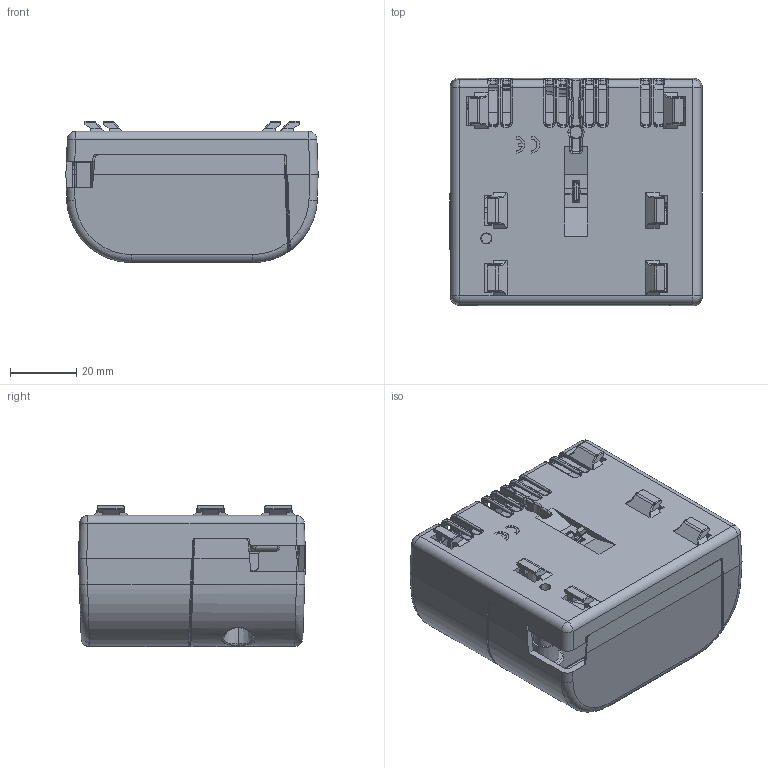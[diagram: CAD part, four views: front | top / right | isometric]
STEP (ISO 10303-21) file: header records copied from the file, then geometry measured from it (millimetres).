
FILE_DESCRIPTION((''),'2;1');
FILE_NAME('GTM-43001130505_ASM','2022-09-06T16:11:18',('jirenqiang'),(''),'CREO PARAMETRIC BY PTC INC, 2018050','CREO PARAMETRIC BY PTC INC, 2018050','');
FILE_SCHEMA(('CONFIG_CONTROL_DESIGN'));
Products named in the file (5): TOP; COVER; POUSSOIR; BOTTOM; GTM-43001130505_ASM
Assembly tree (4 placements, depth 2):
  GTM-43001130505_ASM
    TOP
    COVER
    POUSSOIR
    BOTTOM
Bounding box: 75.95 x 68.4 x 42.5 mm (x, y, z)
Volume: 47577.5 mm3; surface area: 55353.3 mm2
Topology: 4 solids, 4 shells, 2205 faces, 5779 edges, 3571 vertices
Faces by surface type: plane 873, cylinder 785, bspline 303, torus 147, cone 58, sphere 39
Entity records: 86997 total; most frequent: CARTESIAN_POINT 35604, ORIENTED_EDGE 11542, DIRECTION 9597, EDGE_CURVE 5771, VERTEX_POINT 3571, VECTOR 3229, LINE 3229, AXIS2_PLACEMENT_3D 3184
